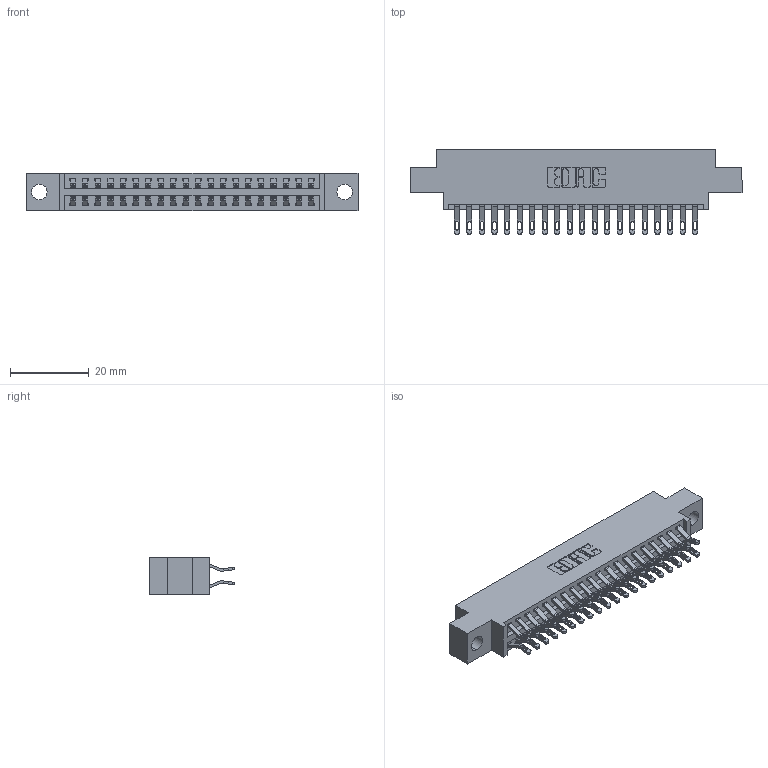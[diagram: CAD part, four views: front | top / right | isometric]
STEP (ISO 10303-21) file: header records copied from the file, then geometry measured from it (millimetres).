
FILE_DESCRIPTION (( 'STEP AP203' ), '1' );
FILE_NAME ('346-040-555-804.STEP', '2022-05-20T02:28:00', ( '' ), ( '' ), 'SwSTEP 2.0', 'SolidWorks 2020', '' );
FILE_SCHEMA (( 'CONFIG_CONTROL_DESIGN' ));
Length unit declared in the file: inch
Products named in the file (3): 345-292-001_555 Tail; 346-040-555-804; 346 Part_0.170 Offset - 0.156 Dia-TH
Assembly tree (41 placements, depth 2):
  346-040-555-804
    346 Part_0.170 Offset - 0.156 Dia-TH
    345-292-001_555 Tail  x40
Bounding box: 84.07 x 21.46 x 9.4 mm (x, y, z)
Volume: 7882.8 mm3; surface area: 10930.8 mm2
Topology: 41 solids, 41 shells, 2460 faces, 7697 edges, 5130 vertices
Faces by surface type: plane 1414, cylinder 1046
Entity records: 16891 total; most frequent: CARTESIAN_POINT 2856, ORIENTED_EDGE 2758, DIRECTION 2535, EDGE_CURVE 1379, LINE 1147, VECTOR 1147, VERTEX_POINT 918, AXIS2_PLACEMENT_3D 694
